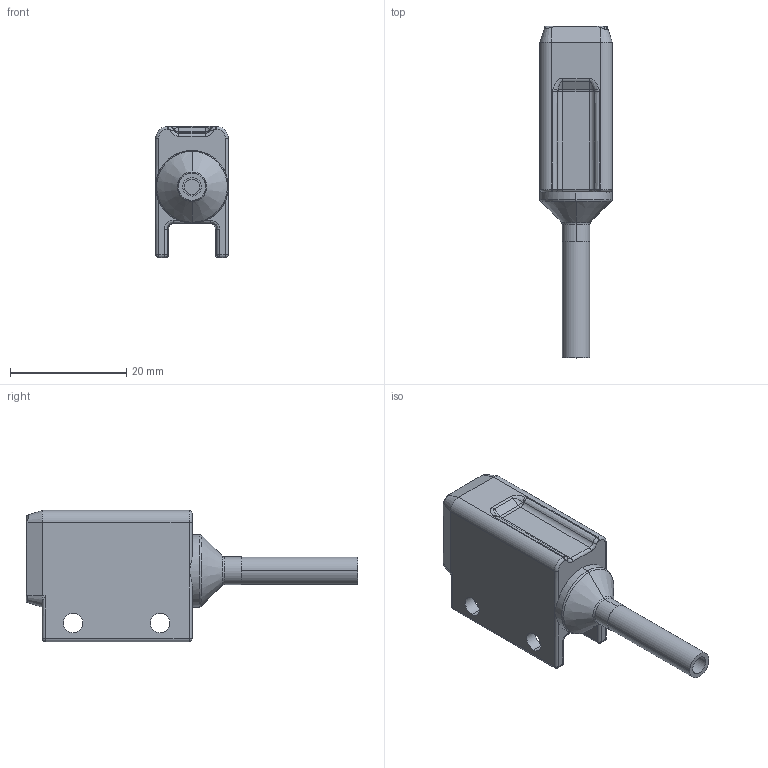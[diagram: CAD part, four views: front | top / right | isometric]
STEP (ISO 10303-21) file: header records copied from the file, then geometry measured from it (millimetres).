
FILE_DESCRIPTION((''),'2;1');
FILE_NAME('141141_SW','2008-06-13T',('banengservice'),('BANNER ENGINEERING'),'PRO/ENGINEER BY PARAMETRIC TECHNOLOGY CORPORATION, 2006170','PRO/ENGINEER BY PARAMETRIC TECHNOLOGY CORPORATION, 2006170','');
FILE_SCHEMA(('CONFIG_CONTROL_DESIGN'));
Length unit declared in the file: inch
Products named in the file (1): 141141_SW
Bounding box: 12.5 x 57.2 x 22.6 mm (x, y, z)
Volume: 4197.1 mm3; surface area: 4947.3 mm2
Topology: 2 solids, 2 shells, 189 faces, 467 edges, 279 vertices
Faces by surface type: cylinder 84, plane 52, bspline 25, sphere 10, cone 10, torus 8
Entity records: 7440 total; most frequent: CARTESIAN_POINT 3221, ORIENTED_EDGE 922, DIRECTION 804, EDGE_CURVE 461, AXIS2_PLACEMENT_3D 307, VERTEX_POINT 276, EDGE_LOOP 197, VECTOR 190
